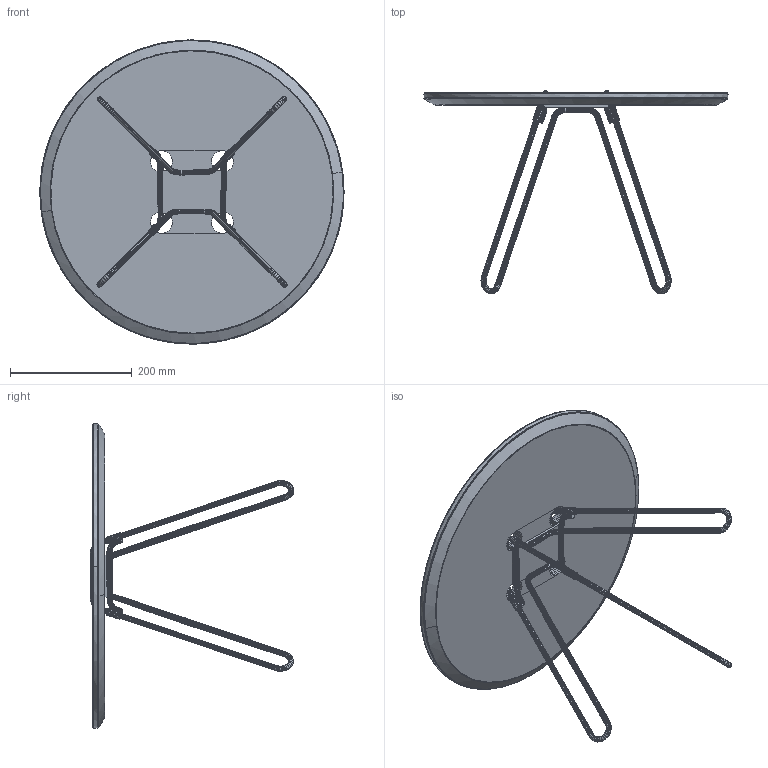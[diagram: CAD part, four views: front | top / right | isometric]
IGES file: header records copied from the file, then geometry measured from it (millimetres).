
Start section: SolidWorks IGES file using analytic representation for surfaces
Global section: file name: TWINE TAVOLINO D50x33H.IGS; native system: SolidWorks 2016; preprocessor: SolidWorks 2016; author: serena.trevisiol; date: 170331.151731; units: millimetre
Bounding box: 499.89 x 334.52 x 500 mm (x, y, z)
Surface area: 524242.9 mm2 (no closed solid volume)
Topology: 0 solids, 0 shells, 2865 faces, 12134 edges, 12134 vertices
Faces by surface type: bspline 2865
